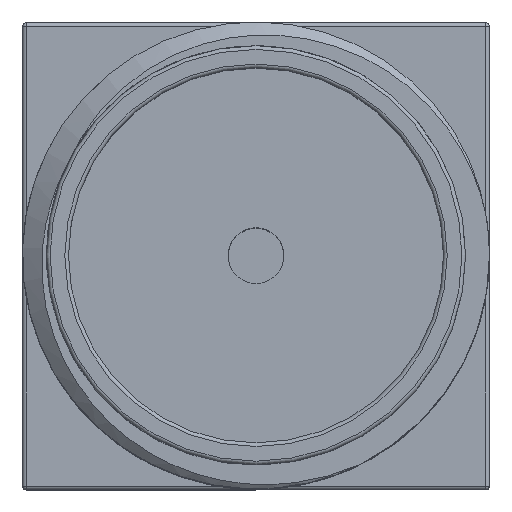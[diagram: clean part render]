
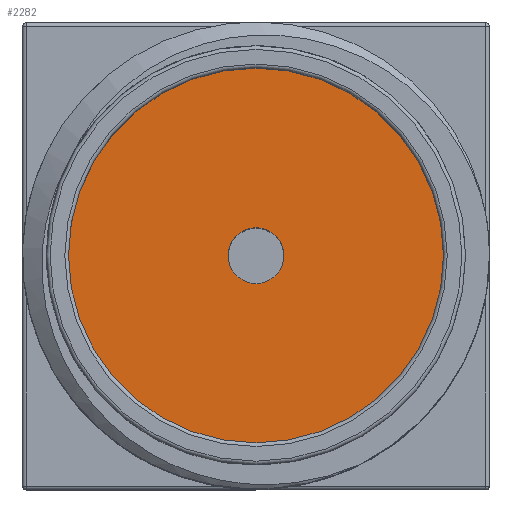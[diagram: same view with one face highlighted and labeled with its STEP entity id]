
A CAD part, top view. The second image highlights one B-rep face of the part: STEP entity #2282.
In plain terms, the highlighted planar face has unit normal (0, 0, 1).
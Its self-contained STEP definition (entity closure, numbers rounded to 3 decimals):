
#75=FACE_BOUND('',#309,.T.);
#99=PLANE('',#2490);
#144=FACE_OUTER_BOUND('',#308,.T.);
#308=EDGE_LOOP('',(#1694,#1695));
#309=EDGE_LOOP('',(#1696,#1697));
#463=CIRCLE('',#2486,2.55);
#464=CIRCLE('',#2487,2.55);
#467=CIRCLE('',#2491,0.38);
#468=CIRCLE('',#2492,0.38);
#1087=VERTEX_POINT('',#4832);
#1088=VERTEX_POINT('',#4833);
#1091=VERTEX_POINT('',#4842);
#1092=VERTEX_POINT('',#4843);
#1297=EDGE_CURVE('',#1087,#1088,#463,.T.);
#1298=EDGE_CURVE('',#1088,#1087,#464,.T.);
#1302=EDGE_CURVE('',#1091,#1092,#467,.T.);
#1303=EDGE_CURVE('',#1092,#1091,#468,.T.);
#1694=ORIENTED_EDGE('',*,*,#1297,.T.);
#1695=ORIENTED_EDGE('',*,*,#1298,.T.);
#1696=ORIENTED_EDGE('',*,*,#1302,.F.);
#1697=ORIENTED_EDGE('',*,*,#1303,.F.);
#2282=ADVANCED_FACE('',(#144,#75),#99,.T.);
#2486=AXIS2_PLACEMENT_3D('',#4834,#3022,#3023);
#2487=AXIS2_PLACEMENT_3D('',#4835,#3024,#3025);
#2490=AXIS2_PLACEMENT_3D('',#4841,#3031,#3032);
#2491=AXIS2_PLACEMENT_3D('',#4844,#3033,#3034);
#2492=AXIS2_PLACEMENT_3D('',#4845,#3035,#3036);
#3022=DIRECTION('center_axis',(0.,0.,1.));
#3023=DIRECTION('ref_axis',(1.,0.,0.));
#3024=DIRECTION('center_axis',(0.,0.,1.));
#3025=DIRECTION('ref_axis',(1.,0.,0.));
#3031=DIRECTION('center_axis',(0.,0.,1.));
#3032=DIRECTION('ref_axis',(1.,0.,0.));
#3033=DIRECTION('center_axis',(0.,0.,1.));
#3034=DIRECTION('ref_axis',(1.,0.,0.));
#3035=DIRECTION('center_axis',(0.,0.,1.));
#3036=DIRECTION('ref_axis',(1.,0.,0.));
#4832=CARTESIAN_POINT('',(-0.625,3.175,5.3));
#4833=CARTESIAN_POINT('',(-5.725,3.175,5.3));
#4834=CARTESIAN_POINT('Origin',(-3.175,3.175,5.3));
#4835=CARTESIAN_POINT('Origin',(-3.175,3.175,5.3));
#4841=CARTESIAN_POINT('Origin',(-3.175,3.175,5.3));
#4842=CARTESIAN_POINT('',(-2.795,3.175,5.3));
#4843=CARTESIAN_POINT('',(-3.555,3.175,5.3));
#4844=CARTESIAN_POINT('Origin',(-3.175,3.175,5.3));
#4845=CARTESIAN_POINT('Origin',(-3.175,3.175,5.3));
